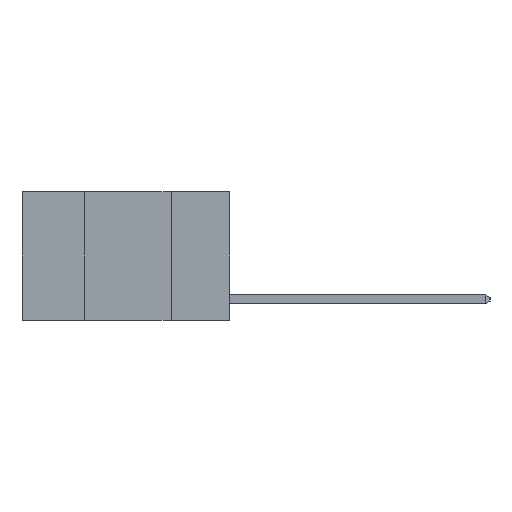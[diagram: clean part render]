
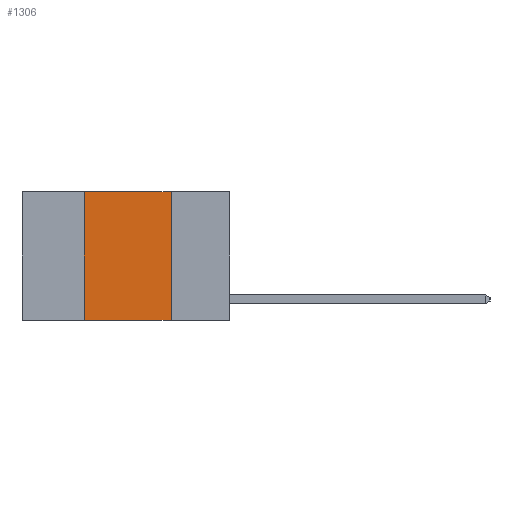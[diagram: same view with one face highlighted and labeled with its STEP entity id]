
A CAD part, left-side view. The second image highlights one B-rep face of the part: STEP entity #1306.
In plain terms, the highlighted planar face has unit normal (-1, 0, 0).
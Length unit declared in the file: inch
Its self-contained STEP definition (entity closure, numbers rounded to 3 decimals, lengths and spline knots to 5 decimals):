
#168 = CARTESIAN_POINT ( 'NONE',  ( 0., 0.42, -0.37 ) ) ;
#420 = DIRECTION ( 'NONE',  ( 0., 0., -1. ) ) ;
#497 = VERTEX_POINT ( 'NONE', #3184 ) ;
#808 = DIRECTION ( 'NONE',  ( 0., -1., 0. ) ) ;
#1054 = EDGE_CURVE ( 'NONE', #3157, #3249, #7013, .T. ) ;
#1306 = ADVANCED_FACE ( 'NONE', ( #3912 ), #12298, .F. ) ;
#1706 = LINE ( 'NONE', #4096, #11910 ) ;
#2066 = VECTOR ( 'NONE', #808, 39.37008 ) ;
#2404 = CARTESIAN_POINT ( 'NONE',  ( 0., 0.6, 0. ) ) ;
#2443 = DIRECTION ( 'NONE',  ( 0., -1., 0. ) ) ;
#2993 = DIRECTION ( 'NONE',  ( 0., 0., -1. ) ) ;
#3157 = VERTEX_POINT ( 'NONE', #168 ) ;
#3184 = CARTESIAN_POINT ( 'NONE',  ( 0., 0.17, 0. ) ) ;
#3249 = VERTEX_POINT ( 'NONE', #3305 ) ;
#3305 = CARTESIAN_POINT ( 'NONE',  ( 0., 0.17, -0.37 ) ) ;
#3456 = ORIENTED_EDGE ( 'NONE', *, *, #8005, .F. ) ;
#3759 = ORIENTED_EDGE ( 'NONE', *, *, #8454, .F. ) ;
#3890 = ORIENTED_EDGE ( 'NONE', *, *, #1054, .T. ) ;
#3912 = FACE_OUTER_BOUND ( 'NONE', #3980, .T. ) ;
#3933 = VECTOR ( 'NONE', #2993, 39.37008 ) ;
#3980 = EDGE_LOOP ( 'NONE', ( #5887, #3456, #3759, #3890 ) ) ;
#4096 = CARTESIAN_POINT ( 'NONE',  ( 0., 0.42, 0. ) ) ;
#5097 = DIRECTION ( 'NONE',  ( 0., 0., 1. ) ) ;
#5187 = VERTEX_POINT ( 'NONE', #10590 ) ;
#5887 = ORIENTED_EDGE ( 'NONE', *, *, #11184, .F. ) ;
#6376 = DIRECTION ( 'NONE',  ( 1., 0., 0. ) ) ;
#7013 = LINE ( 'NONE', #12706, #2066 ) ;
#8005 = EDGE_CURVE ( 'NONE', #5187, #497, #12236, .T. ) ;
#8454 = EDGE_CURVE ( 'NONE', #3157, #5187, #1706, .T. ) ;
#9928 = VECTOR ( 'NONE', #2443, 39.37008 ) ;
#10366 = CARTESIAN_POINT ( 'NONE',  ( 0., 0.6, 0. ) ) ;
#10590 = CARTESIAN_POINT ( 'NONE',  ( 0., 0.42, 0. ) ) ;
#11184 = EDGE_CURVE ( 'NONE', #497, #3249, #11816, .T. ) ;
#11816 = LINE ( 'NONE', #11884, #3933 ) ;
#11884 = CARTESIAN_POINT ( 'NONE',  ( 0., 0.17, 0. ) ) ;
#11910 = VECTOR ( 'NONE', #5097, 39.37008 ) ;
#12196 = AXIS2_PLACEMENT_3D ( 'NONE', #2404, #6376, #420 ) ;
#12236 = LINE ( 'NONE', #10366, #9928 ) ;
#12298 = PLANE ( 'NONE',  #12196 ) ;
#12706 = CARTESIAN_POINT ( 'NONE',  ( 0., 0.6, -0.37 ) ) ;
